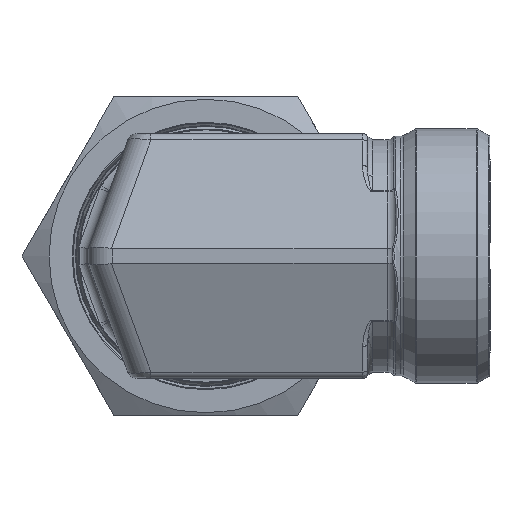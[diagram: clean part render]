
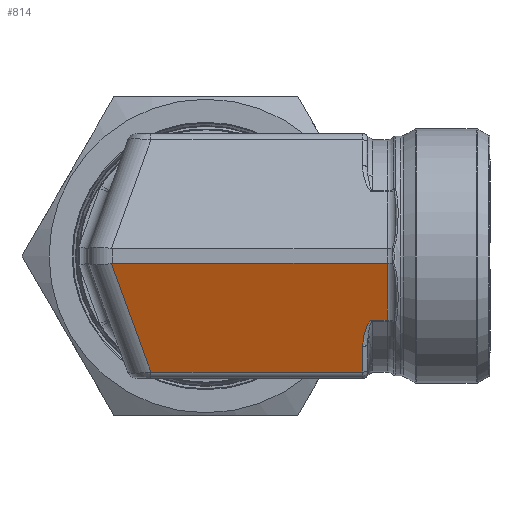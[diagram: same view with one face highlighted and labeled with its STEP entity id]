
A CAD part, left-side view. The second image highlights one B-rep face of the part: STEP entity #814.
In plain terms, the highlighted planar face has unit normal (-0.94, 0, -0.342).
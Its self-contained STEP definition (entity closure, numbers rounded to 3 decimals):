
#487=ELLIPSE('',#5333,14.619,5.);
#548=B_SPLINE_CURVE_WITH_KNOTS('',3,(#7338,#7339,#7340,#7341,#7342,#7343,
#7344,#7345,#7346,#7347),.UNSPECIFIED.,.F.,.F.,(4,2,2,2,4),(0.,0.5,
0.75,0.875,1.),.UNSPECIFIED.);
#814=ADVANCED_FACE('',(#1267),#1144,.T.);
#1144=PLANE('',#5334);
#1267=FACE_OUTER_BOUND('',#1537,.T.);
#1537=EDGE_LOOP('',(#2210,#2211,#2212,#2213,#2214,#2215,#2216,#2217));
#2210=ORIENTED_EDGE('',*,*,#4153,.T.);
#2211=ORIENTED_EDGE('',*,*,#4154,.T.);
#2212=ORIENTED_EDGE('',*,*,#4150,.F.);
#2213=ORIENTED_EDGE('',*,*,#4155,.T.);
#2214=ORIENTED_EDGE('',*,*,#4156,.T.);
#2215=ORIENTED_EDGE('',*,*,#4157,.T.);
#2216=ORIENTED_EDGE('',*,*,#4158,.T.);
#2217=ORIENTED_EDGE('',*,*,#4159,.T.);
#3662=VERTEX_POINT('',#7321);
#3663=VERTEX_POINT('',#7322);
#3664=VERTEX_POINT('',#7327);
#3665=VERTEX_POINT('',#7328);
#3666=VERTEX_POINT('',#7331);
#3667=VERTEX_POINT('',#7333);
#3668=VERTEX_POINT('',#7335);
#3669=VERTEX_POINT('',#7337);
#4150=EDGE_CURVE('',#3662,#3663,#4855,.T.);
#4153=EDGE_CURVE('',#3664,#3665,#4858,.T.);
#4154=EDGE_CURVE('',#3665,#3663,#4859,.T.);
#4155=EDGE_CURVE('',#3662,#3666,#487,.T.);
#4156=EDGE_CURVE('',#3666,#3667,#4860,.T.);
#4157=EDGE_CURVE('',#3667,#3668,#4861,.T.);
#4158=EDGE_CURVE('',#3668,#3669,#4862,.T.);
#4159=EDGE_CURVE('',#3669,#3664,#548,.T.);
#4855=LINE('',#7320,#5077);
#4858=LINE('',#7326,#5080);
#4859=LINE('',#7329,#5081);
#4860=LINE('',#7332,#5082);
#4861=LINE('',#7334,#5083);
#4862=LINE('',#7336,#5084);
#5077=VECTOR('',#5920,1.);
#5080=VECTOR('',#5925,1.);
#5081=VECTOR('',#5926,1.);
#5082=VECTOR('',#5929,1.);
#5083=VECTOR('',#5930,1.);
#5084=VECTOR('',#5931,1.);
#5333=AXIS2_PLACEMENT_3D('',#7330,#5927,#5928);
#5334=AXIS2_PLACEMENT_3D('',#7348,#5932,#5933);
#5920=DIRECTION('',(0.,-1.,0.));
#5925=DIRECTION('',(0.,-1.,0.));
#5926=DIRECTION('',(-0.342,0.,0.94));
#5927=DIRECTION('',(-0.94,0.,-0.342));
#5928=DIRECTION('',(0.342,0.,-0.94));
#5929=DIRECTION('',(0.324,-0.324,-0.889));
#5930=DIRECTION('',(0.,-1.,0.));
#5931=DIRECTION('',(-0.342,0.,0.94));
#5932=DIRECTION('',(-0.94,0.,-0.342));
#5933=DIRECTION('',(-0.342,0.,0.94));
#7320=CARTESIAN_POINT('',(-24.,-4.5,-1.5));
#7321=CARTESIAN_POINT('',(-24.,19.,-1.5));
#7322=CARTESIAN_POINT('',(-24.,-37.,-1.5));
#7326=CARTESIAN_POINT('',(-19.781,-4.5,-13.093));
#7327=CARTESIAN_POINT('',(-19.781,-34.,-13.093));
#7328=CARTESIAN_POINT('',(-19.781,-37.,-13.093));
#7329=CARTESIAN_POINT('',(-24.,-37.,-1.5));
#7330=CARTESIAN_POINT('',(-19.,19.,-15.237));
#7331=CARTESIAN_POINT('',(-23.991,19.293,-1.524));
#7332=CARTESIAN_POINT('',(-21.507,16.809,-8.349));
#7333=CARTESIAN_POINT('',(-15.926,11.227,-23.684));
#7334=CARTESIAN_POINT('',(-15.926,-4.5,-23.684));
#7335=CARTESIAN_POINT('',(-15.926,-32.,-23.684));
#7336=CARTESIAN_POINT('',(-24.,-32.,-1.5));
#7337=CARTESIAN_POINT('',(-17.84,-32.,-18.423));
#7338=CARTESIAN_POINT('',(-17.84,-32.,-18.423));
#7339=CARTESIAN_POINT('',(-18.201,-32.,-17.433));
#7340=CARTESIAN_POINT('',(-18.553,-32.155,-16.466));
#7341=CARTESIAN_POINT('',(-19.072,-32.568,-15.041));
#7342=CARTESIAN_POINT('',(-19.243,-32.735,-14.571));
#7343=CARTESIAN_POINT('',(-19.485,-33.07,-13.905));
#7344=CARTESIAN_POINT('',(-19.565,-33.197,-13.685));
#7345=CARTESIAN_POINT('',(-19.708,-33.518,-13.291));
#7346=CARTESIAN_POINT('',(-19.781,-33.731,-13.093));
#7347=CARTESIAN_POINT('',(-19.781,-34.,-13.093));
#7348=CARTESIAN_POINT('',(-24.,-4.5,-1.5));
